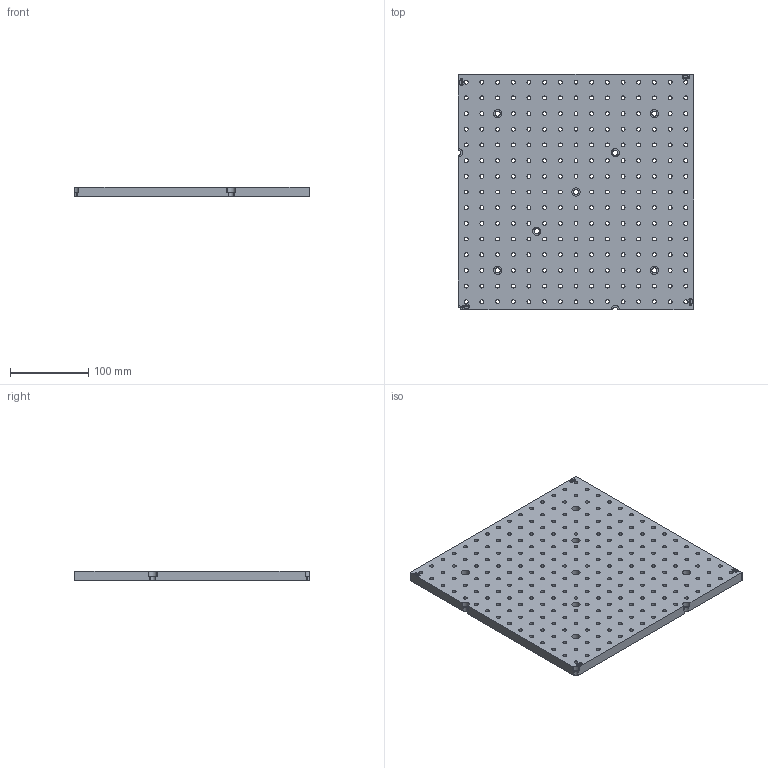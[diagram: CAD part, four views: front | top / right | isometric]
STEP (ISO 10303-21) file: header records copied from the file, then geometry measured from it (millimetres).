
FILE_DESCRIPTION(/* description */ (''),/* implementation_level */ '2;1');
FILE_NAME(/* name */ '[S1366] Shapeoko 4 METRIC.step',/* time_stamp */ '2026-02-05T13:07:17-05:00',/* author */ (''),/* organization */ (''),/* preprocessor_version */ 'ST-DEVELOPER v20.1',/* originating_system */ 'Autodesk Translation Framework v14.24.0.0',/* authorisation */ '');
FILE_SCHEMA (('AUTOMOTIVE_DESIGN { 1 0 10303 214 3 1 1 }'));
Length unit declared in the file: inch
Products named in the file (1): [S1366] Shapeoko 4 METRIC CAD Master
Bounding box: 300 x 300 x 12.7 mm (x, y, z)
Volume: 1080942.9 mm3; surface area: 232874.3 mm2
Topology: 1 solids, 1 shells, 635 faces, 1830 edges, 1220 vertices
Faces by surface type: bspline 324, cylinder 250, plane 61
Full cylindrical faces by diameter (mm): 5.035 x220, 6.5 x7, 10.5 x7
Entity records: 28642 total; most frequent: CARTESIAN_POINT 13306, ORIENTED_EDGE 3660, DIRECTION 2034, EDGE_CURVE 1830, VERTEX_POINT 1220, EDGE_LOOP 1112, B_SPLINE_CURVE_WITH_KNOTS 920, AXIS2_PLACEMENT_3D 812
